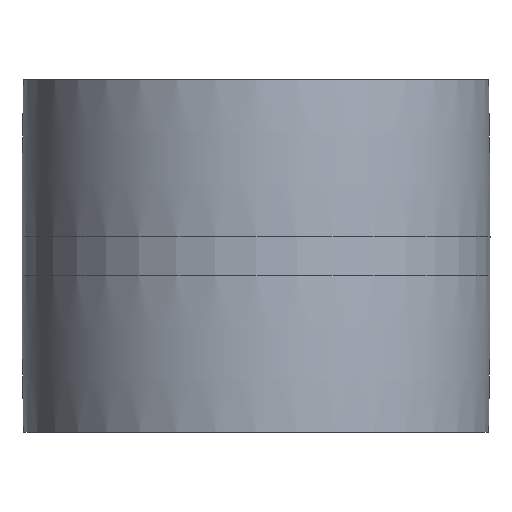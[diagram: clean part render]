
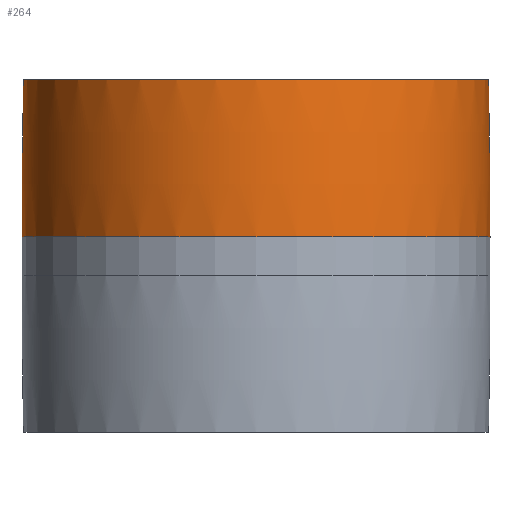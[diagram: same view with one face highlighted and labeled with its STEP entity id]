
A CAD part, front view. The second image highlights one B-rep face of the part: STEP entity #264.
In plain terms, the highlighted toroidal (fillet/blend) face has major radius 5000.38 mm and minor radius 5151.62 mm.
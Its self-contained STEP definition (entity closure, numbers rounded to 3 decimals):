
#2 = VERTEX_POINT ( 'NONE', #461 ) ;
#5 = AXIS2_PLACEMENT_3D ( 'NONE', #615, #920, #261 ) ;
#23 = TOROIDAL_SURFACE ( 'NONE', #937, -5000.375, 5151.625 ) ;
#33 = EDGE_CURVE ( 'NONE', #86, #131, #938, .T. ) ;
#34 = CARTESIAN_POINT ( 'NONE',  ( 150.25, 0., 114. ) ) ;
#72 = DIRECTION ( 'NONE',  ( 0., -1., 0. ) ) ;
#86 = VERTEX_POINT ( 'NONE', #97 ) ;
#93 = ORIENTED_EDGE ( 'NONE', *, *, #498, .F. ) ;
#97 = CARTESIAN_POINT ( 'NONE',  ( -151.25, 0., 12.5 ) ) ;
#115 = DIRECTION ( 'NONE',  ( 0., 0., 1. ) ) ;
#131 = VERTEX_POINT ( 'NONE', #550 ) ;
#137 = AXIS2_PLACEMENT_3D ( 'NONE', #505, #72, #952 ) ;
#171 = DIRECTION ( 'NONE',  ( 1., 0., 0. ) ) ;
#236 = EDGE_CURVE ( 'NONE', #2, #465, #246, .T. ) ;
#246 = CIRCLE ( 'NONE', #858, 150.25 ) ;
#258 = DIRECTION ( 'NONE',  ( 1., 0., 0. ) ) ;
#261 = DIRECTION ( 'NONE',  ( -1., 0., 0. ) ) ;
#264 = ADVANCED_FACE ( 'NONE', ( #780 ), #23, .T. ) ;
#272 = EDGE_LOOP ( 'NONE', ( #93, #646, #570, #738 ) ) ;
#326 = CARTESIAN_POINT ( 'NONE',  ( 0., 0., 12.5 ) ) ;
#332 = DIRECTION ( 'NONE',  ( 1., 0., 0. ) ) ;
#385 = CARTESIAN_POINT ( 'NONE',  ( 0., 0., 12.5 ) ) ;
#461 = CARTESIAN_POINT ( 'NONE',  ( -150.25, 0., 114. ) ) ;
#463 = DIRECTION ( 'NONE',  ( 0., 0., 1. ) ) ;
#465 = VERTEX_POINT ( 'NONE', #34 ) ;
#475 = CARTESIAN_POINT ( 'NONE',  ( 0., 0., 114. ) ) ;
#498 = EDGE_CURVE ( 'NONE', #86, #2, #719, .T. ) ;
#505 = CARTESIAN_POINT ( 'NONE',  ( -5000.375, 0., 12.5 ) ) ;
#514 = AXIS2_PLACEMENT_3D ( 'NONE', #385, #115, #171 ) ;
#523 = EDGE_CURVE ( 'NONE', #131, #465, #540, .T. ) ;
#540 = CIRCLE ( 'NONE', #137, 5151.625 ) ;
#550 = CARTESIAN_POINT ( 'NONE',  ( 151.25, 0., 12.5 ) ) ;
#570 = ORIENTED_EDGE ( 'NONE', *, *, #523, .T. ) ;
#615 = CARTESIAN_POINT ( 'NONE',  ( 5000.375, 0., 12.5 ) ) ;
#646 = ORIENTED_EDGE ( 'NONE', *, *, #33, .T. ) ;
#691 = DIRECTION ( 'NONE',  ( 0., 0., 1. ) ) ;
#719 = CIRCLE ( 'NONE', #5, 5151.625 ) ;
#738 = ORIENTED_EDGE ( 'NONE', *, *, #236, .F. ) ;
#780 = FACE_OUTER_BOUND ( 'NONE', #272, .T. ) ;
#858 = AXIS2_PLACEMENT_3D ( 'NONE', #475, #691, #332 ) ;
#920 = DIRECTION ( 'NONE',  ( 0., 1., 0. ) ) ;
#937 = AXIS2_PLACEMENT_3D ( 'NONE', #326, #463, #258 ) ;
#938 = CIRCLE ( 'NONE', #514, 151.25 ) ;
#952 = DIRECTION ( 'NONE',  ( 0., 0., -1. ) ) ;
